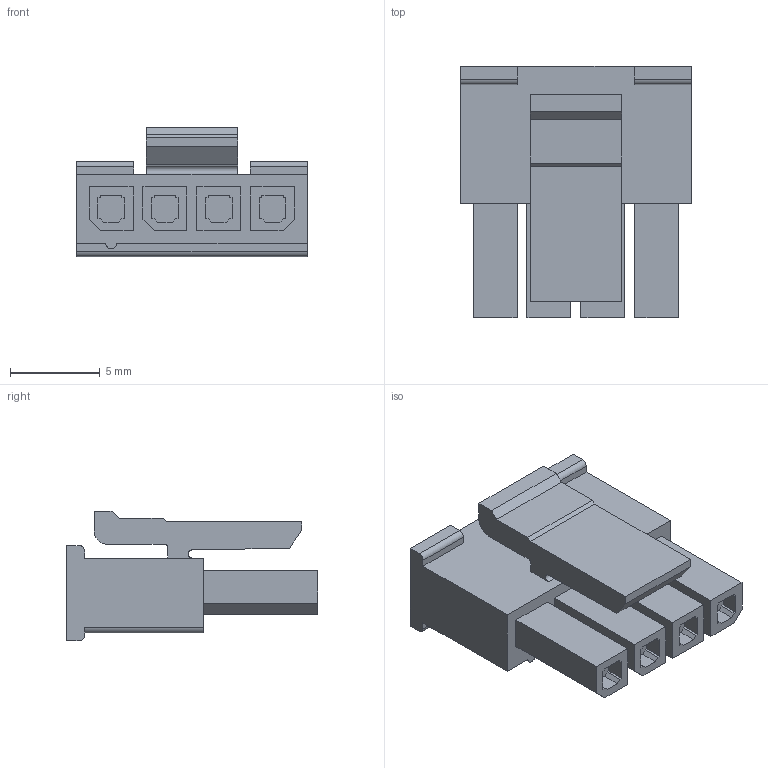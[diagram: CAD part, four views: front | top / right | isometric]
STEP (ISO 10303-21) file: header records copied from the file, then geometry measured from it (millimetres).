
FILE_DESCRIPTION( ( 'STEP AP214' ), '1' );
FILE_NAME( 'psolqas07304935630.stp', '2019-02-18T06:30:49', ( '' ), ( '' ), ' ', 'PARTsolutions', ' ' );
FILE_SCHEMA( ( 'AUTOMOTIVE_DESIGN { 1 0 10303 214 1 1 1 1 }' ) );
Length unit declared in the file: metre
Products named in the file (1): 1
Bounding box: 12.85 x 14 x 7.21 mm (x, y, z)
Volume: 625.5 mm3; surface area: 812.1 mm2
Topology: 1 solids, 1 shells, 110 faces, 297 edges, 198 vertices
Faces by surface type: plane 103, cylinder 7
Entity records: 3410 total; most frequent: CARTESIAN_POINT 606, ORIENTED_EDGE 594, DIRECTION 533, EDGE_CURVE 297, LINE 283, VECTOR 283, VERTEX_POINT 198, AXIS2_PLACEMENT_3D 125
